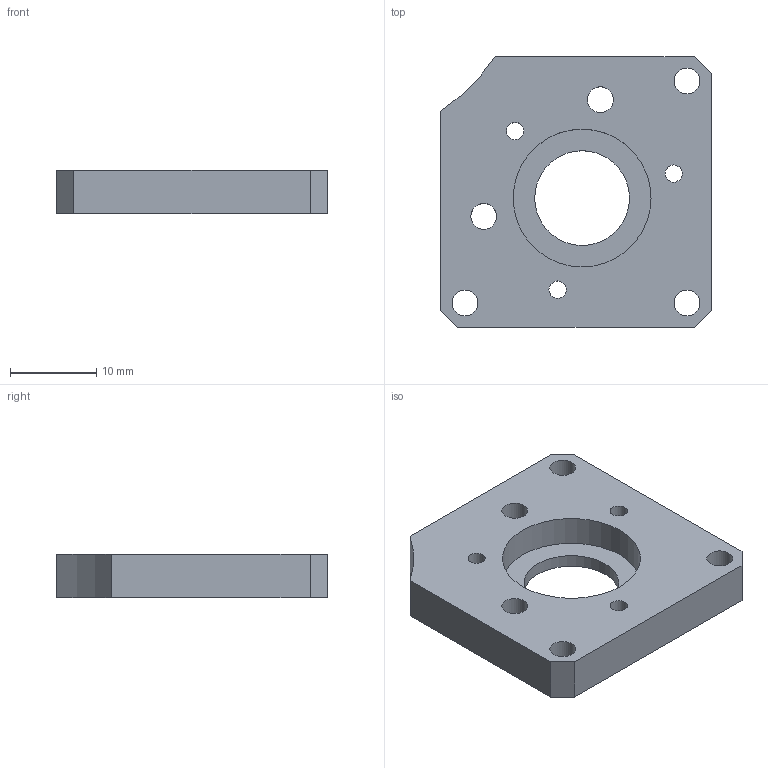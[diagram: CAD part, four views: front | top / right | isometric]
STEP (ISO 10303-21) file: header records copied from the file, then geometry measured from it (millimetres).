
FILE_DESCRIPTION(/* description */ ('STEP AP242','CAx-IF Rec.Pracs.---Representation and Presentation of Product Manufacturing Information (PMI)---4.0---2014-10-13','CAx-IF Rec.Pracs.---3D Tessellated Geometry---0.4---2014-09-14','2;1'),/* implementation_level */ '2;1');
FILE_NAME(/* name */ '6804cf55f55ce704c9a1b40a',/* time_stamp */ '2025-04-20T10:41:25Z',/* author */ (''),/* organization */ (''),/* preprocessor_version */ 'ST-DEVELOPER v20',/* originating_system */ 'ONSHAPE BY PTC INC, 1.196',/* authorisation */ ' ');
FILE_SCHEMA (('AP242_MANAGED_MODEL_BASED_3D_ENGINEERING_MIM_LF { 1 0 10303 442 1 1 4 }'));
Length unit declared in the file: metre
Products named in the file (1): Brake support
Bounding box: 31.41 x 31.41 x 5 mm (x, y, z)
Volume: 3720.9 mm3; surface area: 2786.8 mm2
Topology: 1 solids, 1 shells, 21 faces, 54 edges, 36 vertices
Faces by surface type: cylinder 11, plane 10
Full cylindrical faces by diameter (mm): 2 x3, 3 x5, 11 x1, 16 x1
Entity records: 658 total; most frequent: DIRECTION 110, CARTESIAN_POINT 102, ORIENTED_EDGE 88, EDGE_LOOP 50, FACE_BOUND 50, EDGE_CURVE 44, AXIS2_PLACEMENT_3D 44, VERTEX_POINT 36
